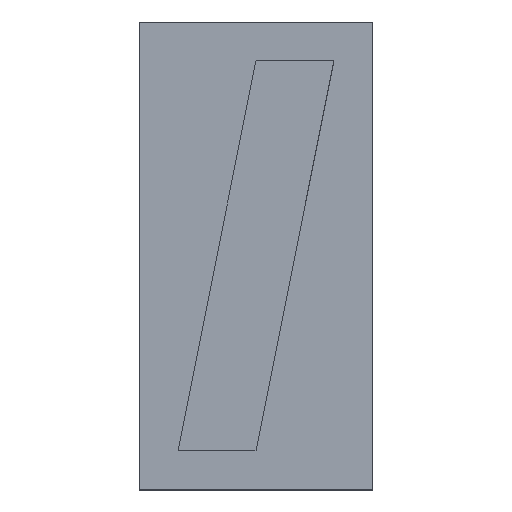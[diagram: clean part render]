
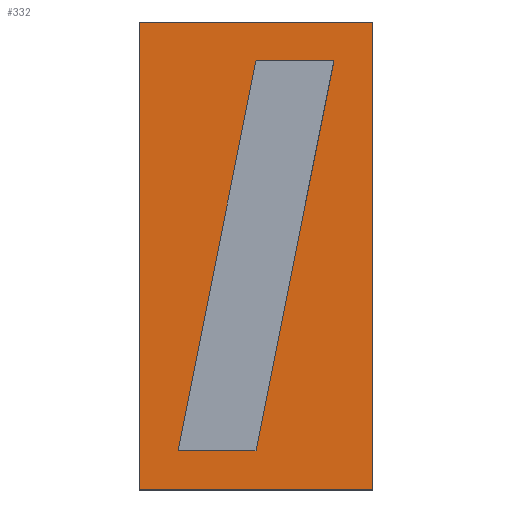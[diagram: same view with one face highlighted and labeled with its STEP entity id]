
A CAD part, top view. The second image highlights one B-rep face of the part: STEP entity #332.
In plain terms, the highlighted planar face has unit normal (0, 0, 1).
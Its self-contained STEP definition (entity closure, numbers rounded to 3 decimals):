
#60=CARTESIAN_POINT('',(14.5,-12.5,1.));
#61=VERTEX_POINT('',#60);
#62=CARTESIAN_POINT('',(16.5,-2.5,1.));
#63=VERTEX_POINT('',#62);
#64=CARTESIAN_POINT('',(14.5,-12.5,1.));
#65=DIRECTION('',(0.196,0.981,-0.));
#66=VECTOR('',#65,10.198);
#67=LINE('',#64,#66);
#68=EDGE_CURVE('',#61,#63,#67,.T.);
#100=CARTESIAN_POINT('',(12.5,-12.5,1.));
#101=VERTEX_POINT('',#100);
#102=CARTESIAN_POINT('',(12.5,-12.5,1.));
#103=DIRECTION('',(1.,-0.,0.));
#104=VECTOR('',#103,2.);
#105=LINE('',#102,#104);
#106=EDGE_CURVE('',#101,#61,#105,.T.);
#131=CARTESIAN_POINT('',(14.5,-2.5,1.));
#132=VERTEX_POINT('',#131);
#133=CARTESIAN_POINT('',(14.5,-2.5,1.));
#134=DIRECTION('',(-0.196,-0.981,0.));
#135=VECTOR('',#134,10.198);
#136=LINE('',#133,#135);
#137=EDGE_CURVE('',#132,#101,#136,.T.);
#162=CARTESIAN_POINT('',(16.5,-2.5,1.));
#163=DIRECTION('',(-1.,0.,-0.));
#164=VECTOR('',#163,2.);
#165=LINE('',#162,#164);
#166=EDGE_CURVE('',#63,#132,#165,.T.);
#206=CARTESIAN_POINT('',(11.5,-1.5,1.));
#207=VERTEX_POINT('',#206);
#214=CARTESIAN_POINT('',(17.5,-1.5,1.));
#215=VERTEX_POINT('',#214);
#216=CARTESIAN_POINT('',(11.5,-1.5,1.));
#217=DIRECTION('',(1.,0.,-0.));
#218=VECTOR('',#217,6.);
#219=LINE('',#216,#218);
#220=EDGE_CURVE('',#207,#215,#219,.T.);
#245=CARTESIAN_POINT('',(17.5,-13.5,1.));
#246=VERTEX_POINT('',#245);
#247=CARTESIAN_POINT('',(17.5,-1.5,1.));
#248=DIRECTION('',(0.,-1.,0.));
#249=VECTOR('',#248,12.);
#250=LINE('',#247,#249);
#251=EDGE_CURVE('',#215,#246,#250,.T.);
#276=CARTESIAN_POINT('',(11.5,-13.5,1.));
#277=VERTEX_POINT('',#276);
#278=CARTESIAN_POINT('',(17.5,-13.5,1.));
#279=DIRECTION('',(-1.,0.,0.));
#280=VECTOR('',#279,6.);
#281=LINE('',#278,#280);
#282=EDGE_CURVE('',#246,#277,#281,.T.);
#305=CARTESIAN_POINT('',(11.5,-13.5,1.));
#306=DIRECTION('',(0.,1.,-0.));
#307=VECTOR('',#306,12.);
#308=LINE('',#305,#307);
#309=EDGE_CURVE('',#277,#207,#308,.T.);
#315=CARTESIAN_POINT('',(-78.,-15.,1.));
#316=DIRECTION('',(0.,-0.,-1.));
#317=DIRECTION('',(1.,0.,0.));
#318=AXIS2_PLACEMENT_3D('',#315,#316,#317);
#319=PLANE('',#318);
#320=ORIENTED_EDGE('',*,*,#220,.F.);
#321=ORIENTED_EDGE('',*,*,#309,.F.);
#322=ORIENTED_EDGE('',*,*,#282,.F.);
#323=ORIENTED_EDGE('',*,*,#251,.F.);
#324=EDGE_LOOP('',(#320,#321,#322,#323));
#325=FACE_BOUND('',#324,.T.);
#326=ORIENTED_EDGE('',*,*,#106,.F.);
#327=ORIENTED_EDGE('',*,*,#137,.F.);
#328=ORIENTED_EDGE('',*,*,#166,.F.);
#329=ORIENTED_EDGE('',*,*,#68,.F.);
#330=EDGE_LOOP('',(#326,#327,#328,#329));
#331=FACE_BOUND('',#330,.T.);
#332=ADVANCED_FACE('',(#325,#331),#319,.F.);
